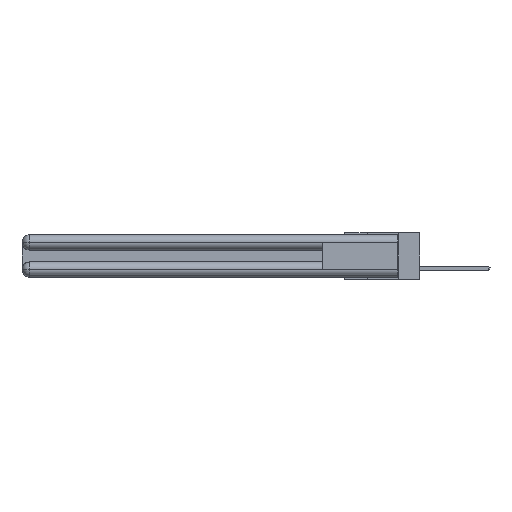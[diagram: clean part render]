
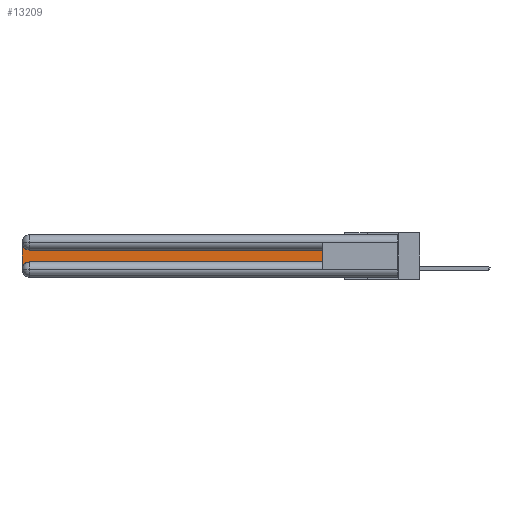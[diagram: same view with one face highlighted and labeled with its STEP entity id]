
A CAD part, left-side view. The second image highlights one B-rep face of the part: STEP entity #13209.
In plain terms, the highlighted planar face has unit normal (-1, 0, 0).
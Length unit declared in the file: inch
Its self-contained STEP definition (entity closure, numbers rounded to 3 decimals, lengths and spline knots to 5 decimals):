
#89 = CARTESIAN_POINT ( 'NONE',  ( 0.075, 2.94, -0.1225 ) ) ;
#946 = CIRCLE ( 'NONE', #22384, 0.06 ) ;
#1063 = AXIS2_PLACEMENT_3D ( 'NONE', #27454, #16891, #33321 ) ;
#1381 = VECTOR ( 'NONE', #24514, 39.37008 ) ;
#1547 = ORIENTED_EDGE ( 'NONE', *, *, #4775, .T. ) ;
#2198 = AXIS2_PLACEMENT_3D ( 'NONE', #18133, #15705, #12702 ) ;
#2624 = CARTESIAN_POINT ( 'NONE',  ( 0.075, 3., -0.0625 ) ) ;
#2660 = CARTESIAN_POINT ( 'NONE',  ( 0.075, 0.6, -0.1225 ) ) ;
#4112 = ORIENTED_EDGE ( 'NONE', *, *, #10158, .T. ) ;
#4775 = EDGE_CURVE ( 'NONE', #5404, #9609, #946, .T. ) ;
#5404 = VERTEX_POINT ( 'NONE', #28505 ) ;
#5777 = DIRECTION ( 'NONE',  ( 0., 0., 1. ) ) ;
#8155 = VECTOR ( 'NONE', #20918, 39.37008 ) ;
#8255 = CIRCLE ( 'NONE', #1063, 0.06 ) ;
#8865 = CARTESIAN_POINT ( 'NONE',  ( 0.075, 0.6, -0.1225 ) ) ;
#9473 = DIRECTION ( 'NONE',  ( 0., 0., -1. ) ) ;
#9609 = VERTEX_POINT ( 'NONE', #13066 ) ;
#10065 = EDGE_CURVE ( 'NONE', #11556, #30349, #10732, .T. ) ;
#10158 = EDGE_CURVE ( 'NONE', #15407, #23672, #8255, .T. ) ;
#10732 = LINE ( 'NONE', #19212, #25772 ) ;
#10978 = CARTESIAN_POINT ( 'NONE',  ( 0.075, 3., -0.2175 ) ) ;
#11556 = VERTEX_POINT ( 'NONE', #25361 ) ;
#12365 = EDGE_LOOP ( 'NONE', ( #18162, #4112, #13910, #1547, #23014, #27496 ) ) ;
#12702 = DIRECTION ( 'NONE',  ( 0., 0., -1. ) ) ;
#12981 = EDGE_CURVE ( 'NONE', #23672, #5404, #15093, .T. ) ;
#13066 = CARTESIAN_POINT ( 'NONE',  ( 0.075, 2.94, -0.2175 ) ) ;
#13209 = ADVANCED_FACE ( 'NONE', ( #31014 ), #15352, .F. ) ;
#13910 = ORIENTED_EDGE ( 'NONE', *, *, #12981, .T. ) ;
#14053 = VECTOR ( 'NONE', #14198, 39.37008 ) ;
#14198 = DIRECTION ( 'NONE',  ( 0., 1., 0. ) ) ;
#15093 = LINE ( 'NONE', #10978, #1381 ) ;
#15352 = PLANE ( 'NONE',  #2198 ) ;
#15407 = VERTEX_POINT ( 'NONE', #89 ) ;
#15705 = DIRECTION ( 'NONE',  ( 1., 0., 0. ) ) ;
#16891 = DIRECTION ( 'NONE',  ( 1., 0., 0. ) ) ;
#17224 = DIRECTION ( 'NONE',  ( 1., 0., 0. ) ) ;
#17662 = LINE ( 'NONE', #34087, #8155 ) ;
#18133 = CARTESIAN_POINT ( 'NONE',  ( 0.075, 3., -0.1225 ) ) ;
#18162 = ORIENTED_EDGE ( 'NONE', *, *, #30147, .T. ) ;
#19212 = CARTESIAN_POINT ( 'NONE',  ( 0.075, 0.6, -0.2175 ) ) ;
#20918 = DIRECTION ( 'NONE',  ( 0., -1., 0. ) ) ;
#22384 = AXIS2_PLACEMENT_3D ( 'NONE', #25556, #17224, #9473 ) ;
#22815 = LINE ( 'NONE', #8865, #14053 ) ;
#23014 = ORIENTED_EDGE ( 'NONE', *, *, #25263, .T. ) ;
#23672 = VERTEX_POINT ( 'NONE', #2624 ) ;
#24514 = DIRECTION ( 'NONE',  ( 0., 0., -1. ) ) ;
#25263 = EDGE_CURVE ( 'NONE', #9609, #11556, #17662, .T. ) ;
#25361 = CARTESIAN_POINT ( 'NONE',  ( 0.075, 0.6, -0.2175 ) ) ;
#25556 = CARTESIAN_POINT ( 'NONE',  ( 0.075, 2.94, -0.2775 ) ) ;
#25772 = VECTOR ( 'NONE', #5777, 39.37008 ) ;
#27454 = CARTESIAN_POINT ( 'NONE',  ( 0.075, 2.94, -0.0625 ) ) ;
#27496 = ORIENTED_EDGE ( 'NONE', *, *, #10065, .T. ) ;
#28505 = CARTESIAN_POINT ( 'NONE',  ( 0.075, 3., -0.2775 ) ) ;
#30147 = EDGE_CURVE ( 'NONE', #30349, #15407, #22815, .T. ) ;
#30349 = VERTEX_POINT ( 'NONE', #2660 ) ;
#31014 = FACE_OUTER_BOUND ( 'NONE', #12365, .T. ) ;
#33321 = DIRECTION ( 'NONE',  ( 0., 0., -1. ) ) ;
#34087 = CARTESIAN_POINT ( 'NONE',  ( 0.075, 0.6, -0.2175 ) ) ;
